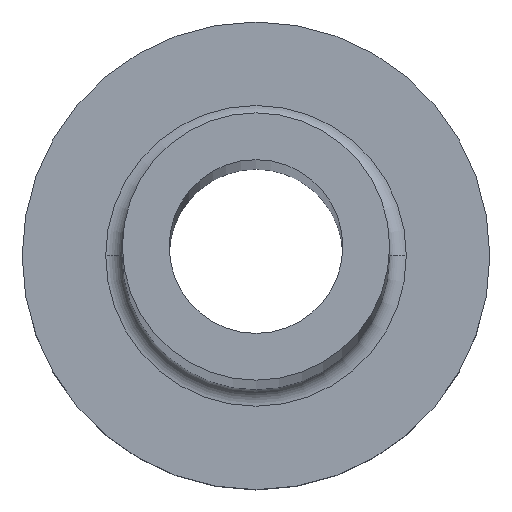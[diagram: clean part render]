
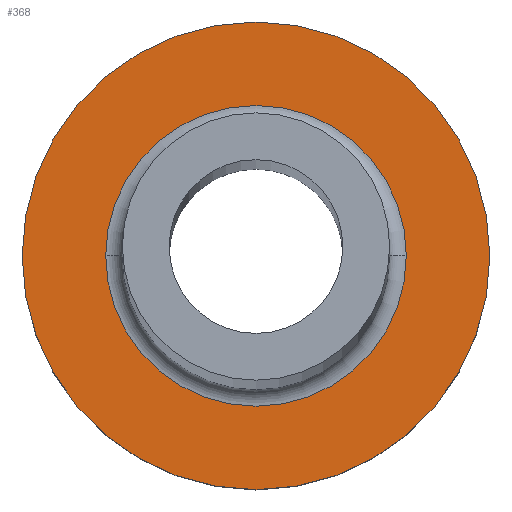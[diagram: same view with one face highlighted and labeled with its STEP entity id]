
A CAD part, top view. The second image highlights one B-rep face of the part: STEP entity #368.
In plain terms, the highlighted planar face has unit normal (0, 0, 1).
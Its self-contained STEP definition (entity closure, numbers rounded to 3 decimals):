
#2 = DIRECTION ( 'NONE',  ( 1., 0., 0. ) ) ;
#3 = DIRECTION ( 'NONE',  ( 1., 0., 0. ) ) ;
#15 = CIRCLE ( 'NONE', #61, 4.5 ) ;
#17 = AXIS2_PLACEMENT_3D ( 'NONE', #210, #34, #81 ) ;
#34 = DIRECTION ( 'NONE',  ( 0., 0., 1. ) ) ;
#46 = ORIENTED_EDGE ( 'NONE', *, *, #237, .T. ) ;
#57 = CIRCLE ( 'NONE', #17, 7. ) ;
#59 = CARTESIAN_POINT ( 'NONE',  ( 7., 0., 5. ) ) ;
#61 = AXIS2_PLACEMENT_3D ( 'NONE', #352, #324, #3 ) ;
#71 = CIRCLE ( 'NONE', #208, 7. ) ;
#81 = DIRECTION ( 'NONE',  ( 1., 0., 0. ) ) ;
#86 = CARTESIAN_POINT ( 'NONE',  ( -7., 0., 5. ) ) ;
#95 = PLANE ( 'NONE',  #169 ) ;
#120 = CARTESIAN_POINT ( 'NONE',  ( 0., 0., 5. ) ) ;
#131 = EDGE_LOOP ( 'NONE', ( #281, #249 ) ) ;
#144 = DIRECTION ( 'NONE',  ( 0., 0., -1. ) ) ;
#154 = VERTEX_POINT ( 'NONE', #86 ) ;
#156 = CARTESIAN_POINT ( 'NONE',  ( -4.5, 0., 5. ) ) ;
#159 = FACE_BOUND ( 'NONE', #131, .T. ) ;
#169 = AXIS2_PLACEMENT_3D ( 'NONE', #120, #244, #222 ) ;
#174 = EDGE_CURVE ( 'NONE', #378, #306, #15, .T. ) ;
#206 = CARTESIAN_POINT ( 'NONE',  ( 0., 0., 5. ) ) ;
#208 = AXIS2_PLACEMENT_3D ( 'NONE', #206, #357, #355 ) ;
#209 = CARTESIAN_POINT ( 'NONE',  ( 0., 0., 5. ) ) ;
#210 = CARTESIAN_POINT ( 'NONE',  ( 0., 0., 5. ) ) ;
#216 = CARTESIAN_POINT ( 'NONE',  ( 4.5, 0., 5. ) ) ;
#222 = DIRECTION ( 'NONE',  ( 1., 0., 0. ) ) ;
#224 = AXIS2_PLACEMENT_3D ( 'NONE', #209, #144, #2 ) ;
#237 = EDGE_CURVE ( 'NONE', #256, #154, #57, .T. ) ;
#239 = EDGE_CURVE ( 'NONE', #154, #256, #71, .T. ) ;
#244 = DIRECTION ( 'NONE',  ( 0., 0., 1. ) ) ;
#249 = ORIENTED_EDGE ( 'NONE', *, *, #260, .T. ) ;
#252 = ORIENTED_EDGE ( 'NONE', *, *, #239, .T. ) ;
#256 = VERTEX_POINT ( 'NONE', #59 ) ;
#260 = EDGE_CURVE ( 'NONE', #306, #378, #273, .T. ) ;
#273 = CIRCLE ( 'NONE', #224, 4.5 ) ;
#278 = EDGE_LOOP ( 'NONE', ( #252, #46 ) ) ;
#281 = ORIENTED_EDGE ( 'NONE', *, *, #174, .T. ) ;
#306 = VERTEX_POINT ( 'NONE', #156 ) ;
#324 = DIRECTION ( 'NONE',  ( 0., 0., -1. ) ) ;
#331 = FACE_OUTER_BOUND ( 'NONE', #278, .T. ) ;
#352 = CARTESIAN_POINT ( 'NONE',  ( 0., 0., 5. ) ) ;
#355 = DIRECTION ( 'NONE',  ( 1., 0., 0. ) ) ;
#357 = DIRECTION ( 'NONE',  ( 0., 0., 1. ) ) ;
#368 = ADVANCED_FACE ( 'NONE', ( #159, #331 ), #95, .T. ) ;
#378 = VERTEX_POINT ( 'NONE', #216 ) ;
